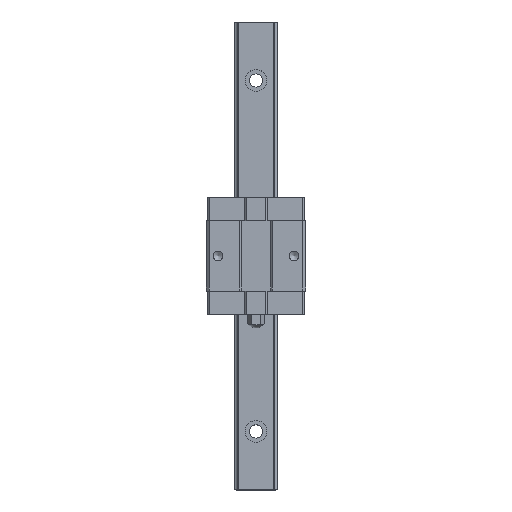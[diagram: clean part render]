
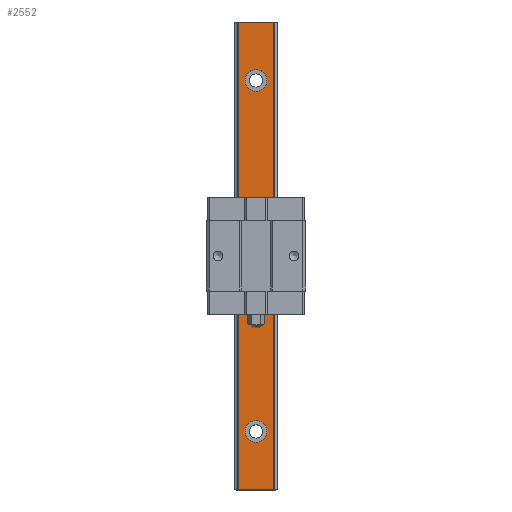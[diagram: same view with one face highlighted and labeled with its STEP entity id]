
A CAD part, top view. The second image highlights one B-rep face of the part: STEP entity #2552.
In plain terms, the highlighted planar face has unit normal (0, 0, 1).
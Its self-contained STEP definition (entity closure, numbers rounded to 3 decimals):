
#75=LINE('',#4516,#333);
#76=LINE('',#4520,#334);
#77=LINE('',#4522,#335);
#78=LINE('',#4524,#336);
#333=VECTOR('',#3746,1000.);
#334=VECTOR('',#3751,1000.);
#335=VECTOR('',#3752,1000.);
#336=VECTOR('',#3753,1000.);
#568=PLANE('',#3403);
#735=ORIENTED_EDGE('',*,*,#1385,.T.);
#736=ORIENTED_EDGE('',*,*,#1389,.T.);
#737=ORIENTED_EDGE('',*,*,#1443,.T.);
#738=ORIENTED_EDGE('',*,*,#1444,.F.);
#739=ORIENTED_EDGE('',*,*,#1442,.F.);
#740=ORIENTED_EDGE('',*,*,#1445,.T.);
#741=ORIENTED_EDGE('',*,*,#1446,.T.);
#1385=EDGE_CURVE('',#1750,#1750,#2005,.T.);
#1389=EDGE_CURVE('',#1754,#1754,#2009,.T.);
#1442=EDGE_CURVE('',#1791,#1790,#75,.T.);
#1443=EDGE_CURVE('',#1792,#1792,#2029,.T.);
#1444=EDGE_CURVE('',#1790,#1793,#76,.T.);
#1445=EDGE_CURVE('',#1791,#1794,#77,.T.);
#1446=EDGE_CURVE('',#1794,#1793,#78,.T.);
#1750=VERTEX_POINT('',#4398);
#1754=VERTEX_POINT('',#4409);
#1790=VERTEX_POINT('',#4513);
#1791=VERTEX_POINT('',#4515);
#1792=VERTEX_POINT('',#4519);
#1793=VERTEX_POINT('',#4521);
#1794=VERTEX_POINT('',#4523);
#2005=CIRCLE('',#3359,3.75);
#2009=CIRCLE('',#3366,3.75);
#2029=CIRCLE('',#3404,3.75);
#2141=EDGE_LOOP('',(#735));
#2142=EDGE_LOOP('',(#736));
#2143=EDGE_LOOP('',(#737));
#2144=EDGE_LOOP('',(#738,#739,#740,#741));
#2325=FACE_BOUND('',#2141,.T.);
#2326=FACE_BOUND('',#2142,.T.);
#2327=FACE_BOUND('',#2143,.T.);
#2328=FACE_BOUND('',#2144,.T.);
#2552=ADVANCED_FACE('',(#2325,#2326,#2327,#2328),#568,.T.);
#3359=AXIS2_PLACEMENT_3D('',#4397,#3625,#3626);
#3366=AXIS2_PLACEMENT_3D('',#4408,#3639,#3640);
#3403=AXIS2_PLACEMENT_3D('',#4517,#3747,#3748);
#3404=AXIS2_PLACEMENT_3D('',#4518,#3749,#3750);
#3625=DIRECTION('',(0.,0.,-1.));
#3626=DIRECTION('',(0.,-1.,0.));
#3639=DIRECTION('',(0.,0.,-1.));
#3640=DIRECTION('',(0.,-1.,0.));
#3746=DIRECTION('',(0.,1.,0.));
#3747=DIRECTION('',(0.,0.,1.));
#3748=DIRECTION('',(1.,0.,0.));
#3749=DIRECTION('',(0.,0.,-1.));
#3750=DIRECTION('',(0.,-1.,0.));
#3751=DIRECTION('',(1.,0.,0.));
#3752=DIRECTION('',(1.,0.,0.));
#3753=DIRECTION('',(0.,1.,0.));
#4397=CARTESIAN_POINT('',(0.,-60.,13.));
#4398=CARTESIAN_POINT('',(0.,-63.75,13.));
#4408=CARTESIAN_POINT('',(0.,0.,13.));
#4409=CARTESIAN_POINT('',(0.,-3.75,13.));
#4513=CARTESIAN_POINT('',(-6.014,80.,13.));
#4515=CARTESIAN_POINT('',(-6.014,-80.,13.));
#4516=CARTESIAN_POINT('',(-6.014,-80.,13.));
#4517=CARTESIAN_POINT('',(-6.014,-80.,13.));
#4518=CARTESIAN_POINT('',(0.,60.,13.));
#4519=CARTESIAN_POINT('',(0.,56.25,13.));
#4520=CARTESIAN_POINT('',(-6.014,80.,13.));
#4521=CARTESIAN_POINT('',(6.014,80.,13.));
#4522=CARTESIAN_POINT('',(-6.014,-80.,13.));
#4523=CARTESIAN_POINT('',(6.014,-80.,13.));
#4524=CARTESIAN_POINT('',(6.014,-80.,13.));
